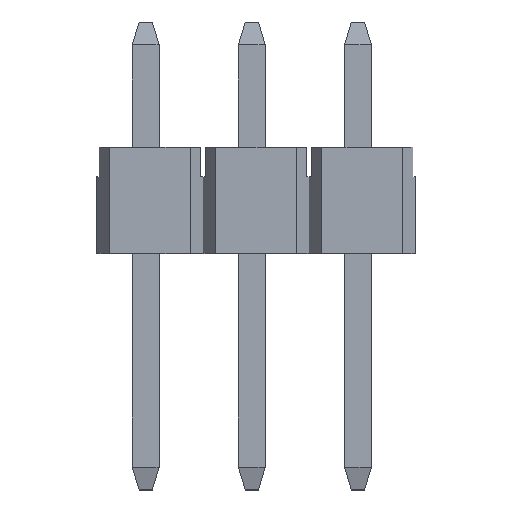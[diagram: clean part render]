
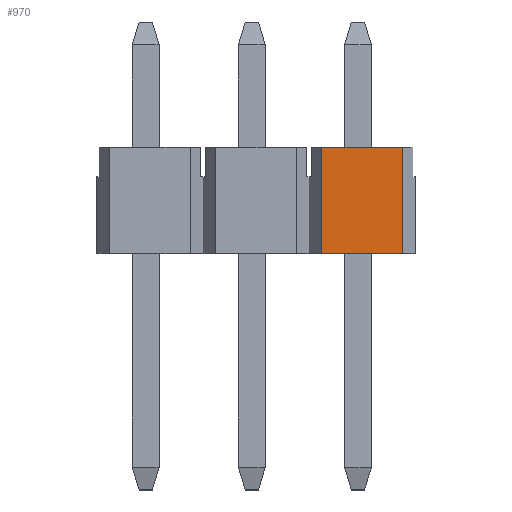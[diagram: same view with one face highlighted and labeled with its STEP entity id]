
A CAD part, top view. The second image highlights one B-rep face of the part: STEP entity #970.
In plain terms, the highlighted planar face has unit normal (0, 0, 1).
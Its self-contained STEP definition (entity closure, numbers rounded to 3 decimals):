
#478=EDGE_CURVE('',#926,#1012,#1399,.T.);
#580=VERTEX_POINT('',#1509);
#582=VERTEX_POINT('',#1511);
#662=EDGE_CURVE('',#1012,#580,#1601,.T.);
#812=EDGE_CURVE('',#926,#582,#1768,.T.);
#912=EDGE_CURVE('',#582,#580,#1881,.T.);
#926=VERTEX_POINT('',#1896);
#970=ADVANCED_FACE('',(#1944),#1945,.T.);
#1012=VERTEX_POINT('',#1990);
#1399=LINE('',#2407,#2408);
#1509=CARTESIAN_POINT('',(3.605,-2.54,1.253));
#1511=CARTESIAN_POINT('',(1.675,-2.54,1.253));
#1601=LINE('',#2711,#2712);
#1768=LINE('',#2952,#2953);
#1881=LINE('',#3117,#3118);
#1896=CARTESIAN_POINT('',(1.675,0.,1.253));
#1944=FACE_OUTER_BOUND('',#3203,.T.);
#1945=PLANE('',#3204);
#1990=CARTESIAN_POINT('',(3.605,0.,1.253));
#2407=CARTESIAN_POINT('',(1.675,0.,1.253));
#2408=VECTOR('',#3848,1.0);
#2711=CARTESIAN_POINT('',(3.605,0.,1.253));
#2712=VECTOR('',#4053,1.0);
#2952=CARTESIAN_POINT('',(1.675,0.,1.253));
#2953=VECTOR('',#4230,1.0);
#3117=CARTESIAN_POINT('',(1.675,-2.54,1.253));
#3118=VECTOR('',#4364,1.0);
#3203=EDGE_LOOP('',(#4417,#4418,#4419,#4420));
#3204=AXIS2_PLACEMENT_3D('',#4421,#4422,#4423);
#3848=DIRECTION('',(1.0,0.0,0.0));
#4053=DIRECTION('',(0.0,-1.0,0.));
#4230=DIRECTION('',(0.0,-1.0,0.));
#4364=DIRECTION('',(1.0,0.0,0.0));
#4417=ORIENTED_EDGE('',*,*,#912,.T.);
#4418=ORIENTED_EDGE('',*,*,#662,.F.);
#4419=ORIENTED_EDGE('',*,*,#478,.F.);
#4420=ORIENTED_EDGE('',*,*,#812,.T.);
#4421=CARTESIAN_POINT('',(1.675,0.,1.253));
#4422=DIRECTION('',(0.0,0.,1.0));
#4423=DIRECTION('',(-1.0,0.0,0.0));
